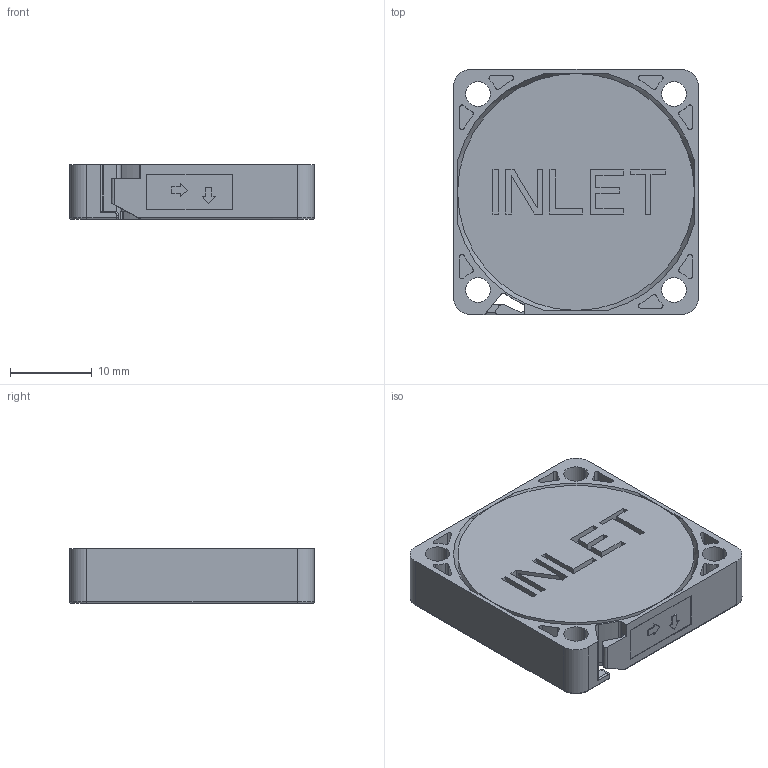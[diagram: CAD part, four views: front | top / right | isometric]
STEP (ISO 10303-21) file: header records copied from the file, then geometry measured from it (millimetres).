
FILE_DESCRIPTION((''),'2;1');
FILE_NAME('3006_FRAME_STD_18','2017-06-02T',('BEN.CC.TAN'),(''),'PRO/ENGINEER BY PARAMETRIC TECHNOLOGY CORPORATION, 2009360','PRO/ENGINEER BY PARAMETRIC TECHNOLOGY CORPORATION, 2009360','');
FILE_SCHEMA(('CONFIG_CONTROL_DESIGN'));
Length unit declared in the file: millimetre
Products named in the file (1): 3006_FRAME_STD_18
Bounding box: 30 x 30 x 6.7 mm (x, y, z)
Volume: 5561.7 mm3; surface area: 3481.6 mm2
Topology: 1 solids, 1 shells, 295 faces, 792 edges, 521 vertices
Faces by surface type: plane 217, cylinder 68, torus 5, cone 4, sphere 1
Entity records: 9255 total; most frequent: CARTESIAN_POINT 1710, ORIENTED_EDGE 1582, DIRECTION 1503, EDGE_CURVE 791, VECTOR 635, LINE 635, VERTEX_POINT 521, AXIS2_PLACEMENT_3D 434
